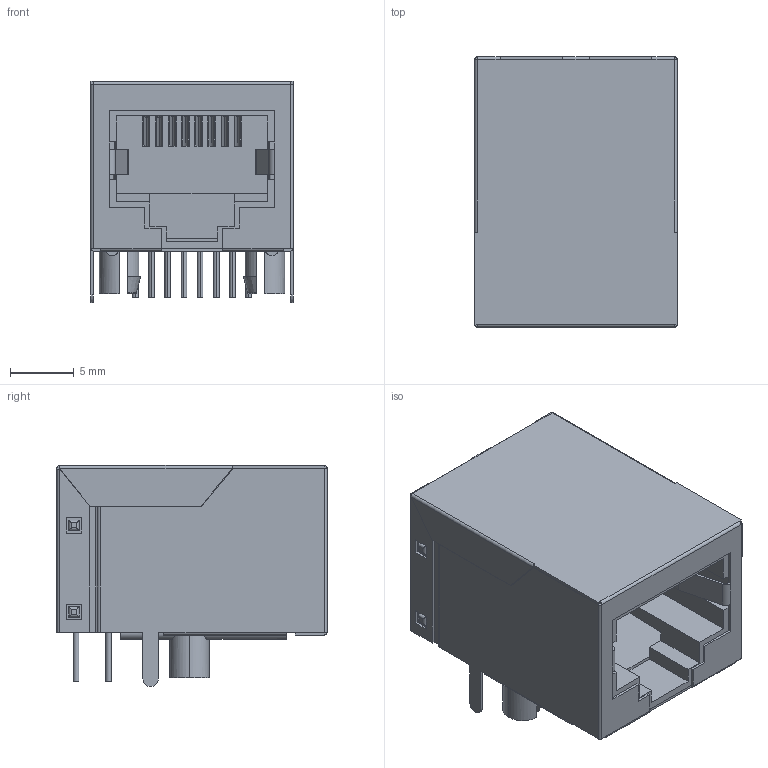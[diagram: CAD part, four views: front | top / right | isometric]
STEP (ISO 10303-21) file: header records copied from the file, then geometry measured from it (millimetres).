
FILE_DESCRIPTION(('STEP AP214'),'1');
FILE_NAME('615008142621.stp','2018-02-20T05:34:47',('TraceParts'),('TraceParts S.A.'),'Spatial InterOp 3D',' ',' ');
FILE_SCHEMA(('automotive_design'));
Length unit declared in the file: millimetre
Products named in the file (11): 615008142621_1; 615008142621_2; 615008142621_3; 615008142621_4; 615008142621_5; 615008142621_6; 615008142621_7; 615008142621_8; 615008142621_9; 615008142621_10; 615008142621_11
Bounding box: 15.88 x 21.2 x 17.34 mm (x, y, z)
Volume: 2915.4 mm3; surface area: 7264.8 mm2
Topology: 11 solids, 11 shells, 675 faces, 1806 edges, 1160 vertices
Faces by surface type: plane 408, cylinder 228, torus 20, bspline 15, cone 4
Entity records: 30675 total; most frequent: CARTESIAN_POINT 7928, ORIENTED_EDGE 3610, DIRECTION 3590, EDGE_CURVE 1805, LINE 1270, VECTOR 1270, AXIS2_PLACEMENT_3D 1160, VERTEX_POINT 1160
